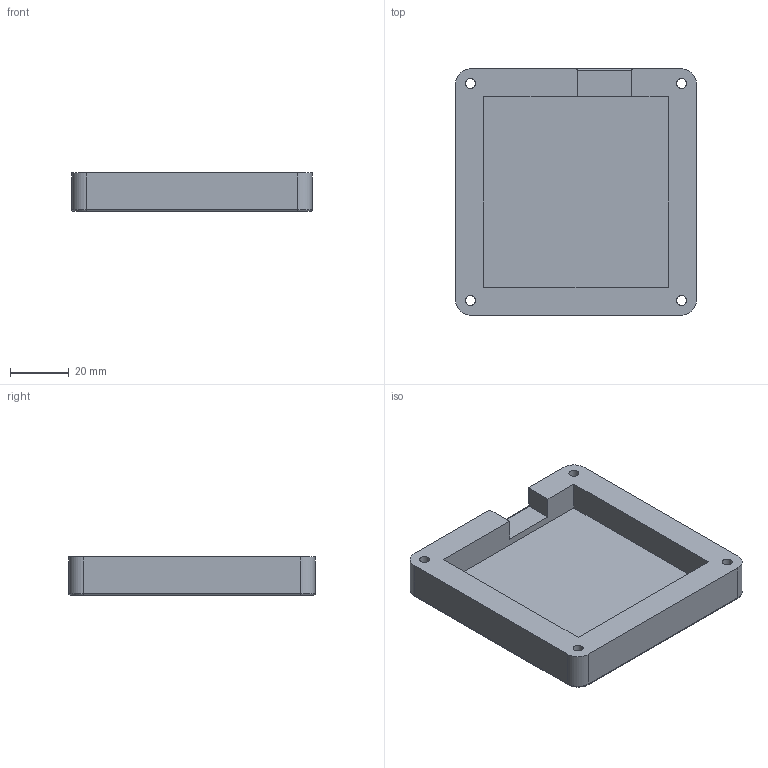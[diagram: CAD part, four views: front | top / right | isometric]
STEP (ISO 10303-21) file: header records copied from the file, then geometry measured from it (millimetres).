
FILE_DESCRIPTION(/* description */ (''),/* implementation_level */ '2;1');
FILE_NAME(/* name */ 'BOTTOM.step',/* time_stamp */ '2025-07-09T13:16:52-04:00',/* author */ (''),/* organization */ (''),/* preprocessor_version */ 'ST-DEVELOPER v20.1',/* originating_system */ 'Autodesk Translation Framework v14.10.0.0',/* authorisation */ '');
FILE_SCHEMA (('AUTOMOTIVE_DESIGN { 1 0 10303 214 3 1 1 }'));
Length unit declared in the file: millimetre
Products named in the file (1): Flower Pad Case
Bounding box: 82 x 84 x 13 mm (x, y, z)
Volume: 46264.3 mm3; surface area: 20884.2 mm2
Topology: 1 solids, 1 shells, 377 faces, 1061 edges, 704 vertices
Faces by surface type: bspline 308, plane 46, cylinder 19, torus 4
Full cylindrical faces by diameter (mm): 3.4 x4, 6 x4
Entity records: 15071 total; most frequent: CARTESIAN_POINT 7379, ORIENTED_EDGE 2122, EDGE_CURVE 1061, VERTEX_POINT 704, DIRECTION 625, B_SPLINE_CURVE_WITH_KNOTS 616, LINE 405, VECTOR 405
